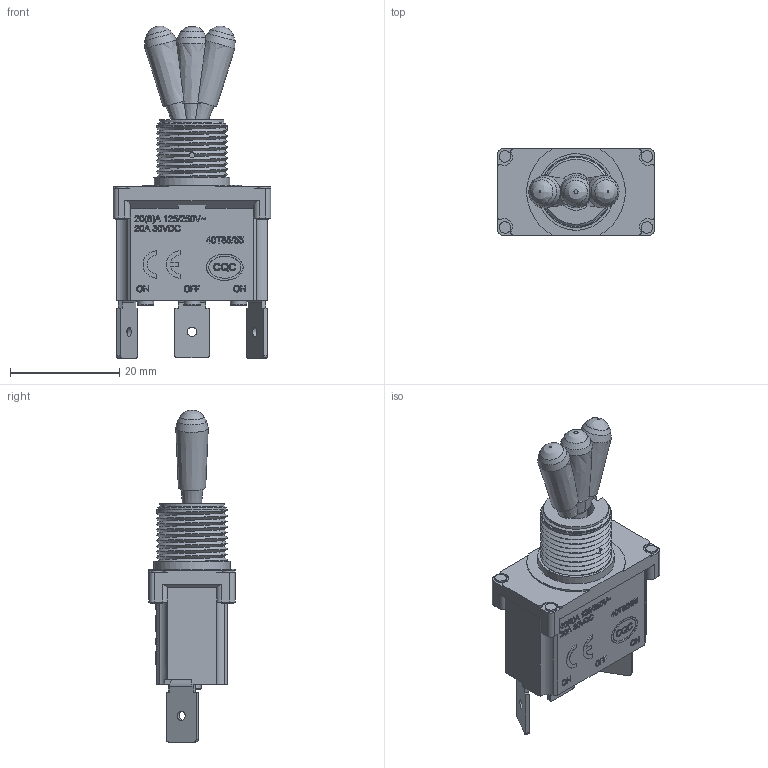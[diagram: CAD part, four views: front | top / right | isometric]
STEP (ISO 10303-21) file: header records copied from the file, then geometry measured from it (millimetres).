
FILE_DESCRIPTION(/* description */ ('Unknown'),/* implementation_level */ '2;1');
FILE_NAME(/* name */ 'SW_Wurth_WS-TOTV_472223010110',/* time_stamp */ '2025-06-26T17:15:27+08:00',/* author */ ('Unknown'),/* organization */ ('Unknown'),/* preprocessor_version */ 'ST-DEVELOPER v19.4',/* originating_system */ 'Solid Edge',/* authorisation */ 'Unknown');
FILE_SCHEMA (('AUTOMOTIVE_DESIGN {1 0 10303 214 3 1 1}'));
Products named in the file (2): SW_Wurth_WS-TOTV_472223010110
Assembly tree (1 placements, depth 2):
  SW_Wurth_WS-TOTV_472223010110
    SW_Wurth_WS-TOTV_472223010110
Bounding box: 28.8 x 15.8 x 60.72 mm (x, y, z)
Volume: 10040.7 mm3; surface area: 4794.8 mm2
Topology: 1 solids, 2 shells, 1103 faces, 2847 edges, 1890 vertices
Faces by surface type: plane 783, bspline 193, cylinder 124, cone 3
Full cylindrical faces by diameter (mm): 1 x1, 1.7 x3, 1.8 x4, 2 x1, 2.1 x8, 2.5 x1, 2.65 x1, 3 x3, 3.7 x1, 4 x1, 6.7 x1
Entity records: 55399 total; most frequent: CARTESIAN_POINT 23897, ORIENTED_EDGE 5522, DIRECTION 3625, EDGE_CURVE 2761, VERTEX_POINT 1872, EDGE_LOOP 1327, FACE_BOUND 1327, B_SPLINE_CURVE_WITH_KNOTS 1234
